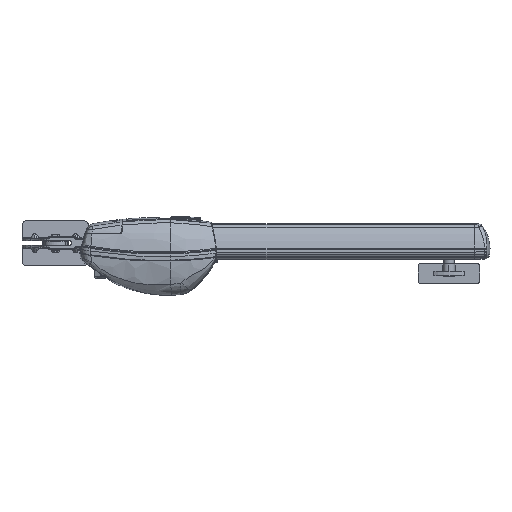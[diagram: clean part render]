
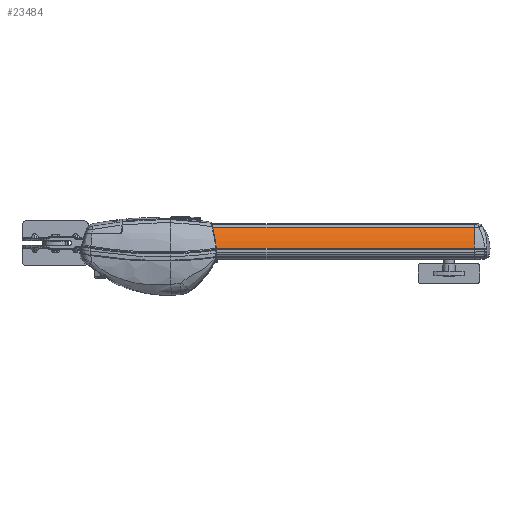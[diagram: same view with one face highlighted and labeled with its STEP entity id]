
A CAD part, top view. The second image highlights one B-rep face of the part: STEP entity #23484.
In plain terms, the highlighted cylindrical face has radius 105 mm (diameter 210 mm), a partial arc.
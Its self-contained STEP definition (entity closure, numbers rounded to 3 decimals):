
#251 = DIRECTION ( 'NONE',  ( 0., 0., -1. ) ) ;
#3596 = VECTOR ( 'NONE', #45972, 1000. ) ;
#7201 = CARTESIAN_POINT ( 'NONE',  ( 75., -9.942, 35.218 ) ) ;
#8112 = CARTESIAN_POINT ( 'NONE',  ( 75., -23.101, -68.954 ) ) ;
#9969 = AXIS2_PLACEMENT_3D ( 'NONE', #47706, #107970, #56381 ) ;
#15544 = CARTESIAN_POINT ( 'NONE',  ( 75., -9.942, 35.218 ) ) ;
#23484 = ADVANCED_FACE ( 'NONE', ( #76717 ), #45621, .T. ) ;
#26422 = LINE ( 'NONE', #64050, #3596 ) ;
#27682 = DIRECTION ( 'NONE',  ( 1., 0., 0. ) ) ;
#29572 = CARTESIAN_POINT ( 'NONE',  ( 75., 31.221, 20.902 ) ) ;
#42166 = AXIS2_PLACEMENT_3D ( 'NONE', #79331, #27682, #87982 ) ;
#42551 = ORIENTED_EDGE ( 'NONE', *, *, #54011, .T. ) ;
#44282 = LINE ( 'NONE', #15544, #90177 ) ;
#44848 = EDGE_LOOP ( 'NONE', ( #59794, #105899, #42551, #96423 ) ) ;
#45621 = CYLINDRICAL_SURFACE ( 'NONE', #78614, 105. ) ;
#45627 = CIRCLE ( 'NONE', #9969, 105. ) ;
#45972 = DIRECTION ( 'NONE',  ( -1., 0., 0. ) ) ;
#47487 = CARTESIAN_POINT ( 'NONE',  ( 595., -9.942, 35.218 ) ) ;
#47706 = CARTESIAN_POINT ( 'NONE',  ( 595., -23.101, -68.954 ) ) ;
#52141 = VERTEX_POINT ( 'NONE', #47487 ) ;
#54011 = EDGE_CURVE ( 'NONE', #89799, #86891, #26422, .T. ) ;
#56381 = DIRECTION ( 'NONE',  ( 0., 0., -1. ) ) ;
#59794 = ORIENTED_EDGE ( 'NONE', *, *, #92286, .T. ) ;
#64050 = CARTESIAN_POINT ( 'NONE',  ( 75., 31.221, 20.902 ) ) ;
#75803 = DIRECTION ( 'NONE',  ( 1., 0., 0. ) ) ;
#76717 = FACE_OUTER_BOUND ( 'NONE', #44848, .T. ) ;
#77363 = DIRECTION ( 'NONE',  ( 1., 0., 0. ) ) ;
#78614 = AXIS2_PLACEMENT_3D ( 'NONE', #8112, #77363, #251 ) ;
#79331 = CARTESIAN_POINT ( 'NONE',  ( 75., -23.101, -68.954 ) ) ;
#81709 = CARTESIAN_POINT ( 'NONE',  ( 595., 31.221, 20.902 ) ) ;
#82778 = EDGE_CURVE ( 'NONE', #86891, #84170, #97884, .T. ) ;
#84170 = VERTEX_POINT ( 'NONE', #7201 ) ;
#86891 = VERTEX_POINT ( 'NONE', #29572 ) ;
#87982 = DIRECTION ( 'NONE',  ( 0., 0., -1. ) ) ;
#89799 = VERTEX_POINT ( 'NONE', #81709 ) ;
#90177 = VECTOR ( 'NONE', #75803, 1000. ) ;
#92286 = EDGE_CURVE ( 'NONE', #84170, #52141, #44282, .T. ) ;
#96423 = ORIENTED_EDGE ( 'NONE', *, *, #82778, .T. ) ;
#97884 = CIRCLE ( 'NONE', #42166, 105. ) ;
#102219 = EDGE_CURVE ( 'NONE', #89799, #52141, #45627, .T. ) ;
#105899 = ORIENTED_EDGE ( 'NONE', *, *, #102219, .F. ) ;
#107970 = DIRECTION ( 'NONE',  ( 1., 0., 0. ) ) ;
